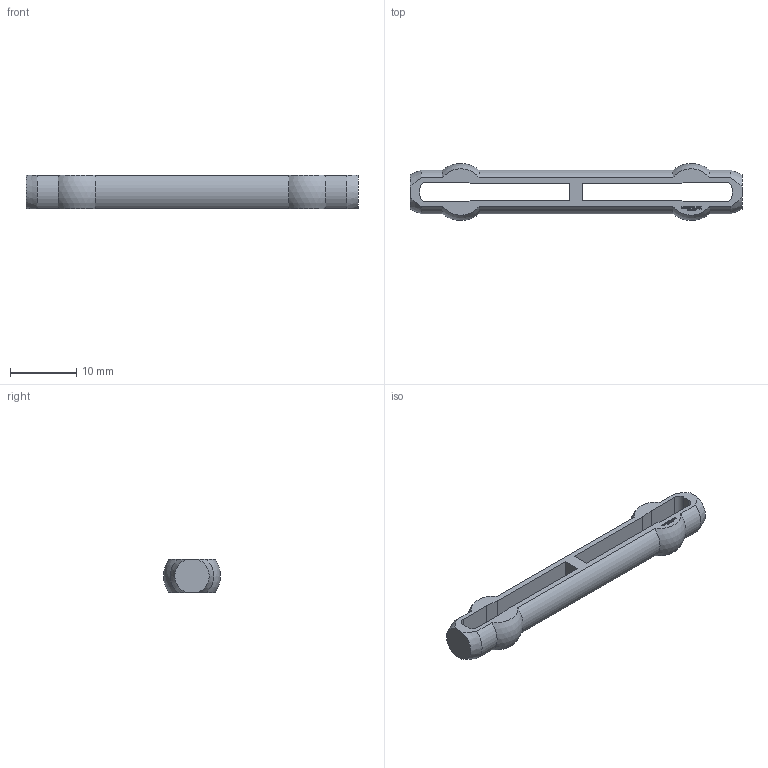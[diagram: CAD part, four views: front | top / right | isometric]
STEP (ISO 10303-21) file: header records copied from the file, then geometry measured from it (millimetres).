
FILE_DESCRIPTION(('FreeCAD Model'),'2;1');
FILE_NAME('Open CASCADE Shape Model','2022-07-07T23:31:34',(''),(''), 'Open CASCADE STEP processor 7.5','FreeCAD','Unknown');
FILE_SCHEMA(('AUTOMOTIVE_DESIGN { 1 0 10303 214 1 1 1 1 }'));
Length unit declared in the file: millimetre
Products named in the file (1): Pin SPP INR BU04.00 - SPN-PIN-0087 (stemfie.org)
Bounding box: 50 x 8.54 x 5 mm (x, y, z)
Volume: 934.9 mm3; surface area: 1338.8 mm2
Topology: 1 solids, 1 shells, 489 faces, 1371 edges, 914 vertices
Faces by surface type: plane 337, bspline 134, cylinder 10, sphere 4, cone 4
Entity records: 35270 total; most frequent: CARTESIAN_POINT 9623, DIRECTION 4009, LINE 3225, VECTOR 3225, ORIENTED_EDGE 2742, PCURVE 2742, DEFINITIONAL_REPRESENTATION 2742, EDGE_CURVE 1371
